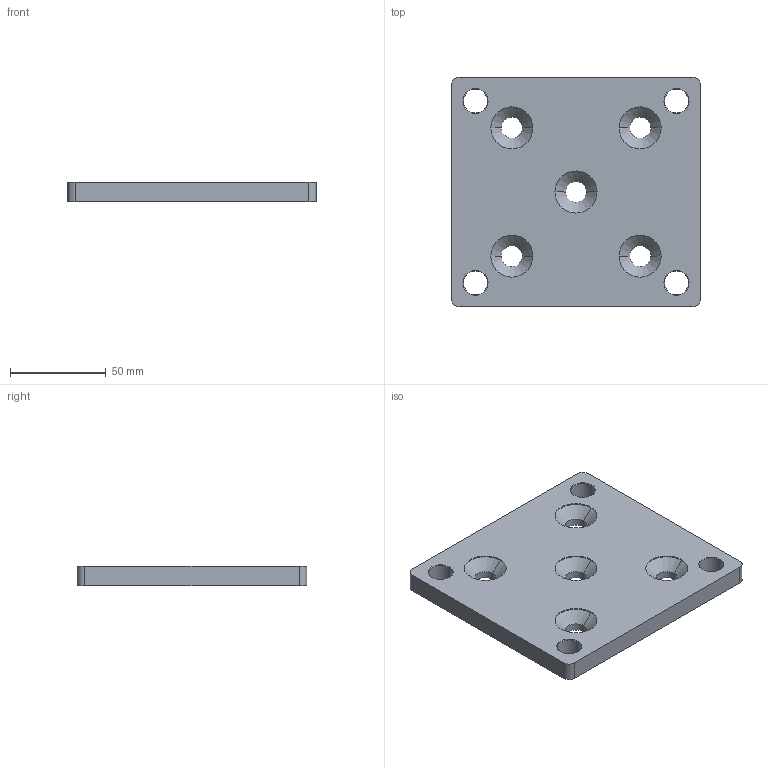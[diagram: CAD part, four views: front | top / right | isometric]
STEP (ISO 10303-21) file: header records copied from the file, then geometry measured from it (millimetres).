
FILE_DESCRIPTION (( 'STEP AP214' ), '1' );
FILE_NAME ('FG_BP120x130x10-R7016.STEP', '2024-11-11T12:53:18', ( '' ), ( '' ), 'SwSTEP 2.0', 'SolidWorks 2019', '' );
FILE_SCHEMA (( 'AUTOMOTIVE_DESIGN' ));
Length unit declared in the file: millimetre
Products named in the file (1): FG_BP120x130x10-R7016
Bounding box: 130 x 120 x 10 mm (x, y, z)
Volume: 141990.6 mm3; surface area: 37142.7 mm2
Topology: 1 solids, 1 shells, 64 faces, 150 edges, 88 vertices
Faces by surface type: cylinder 32, cone 26, plane 6
Entity records: 1896 total; most frequent: DIRECTION 360, CARTESIAN_POINT 303, ORIENTED_EDGE 300, EDGE_CURVE 150, AXIS2_PLACEMENT_3D 145, VERTEX_POINT 88, EDGE_LOOP 82, CIRCLE 80
